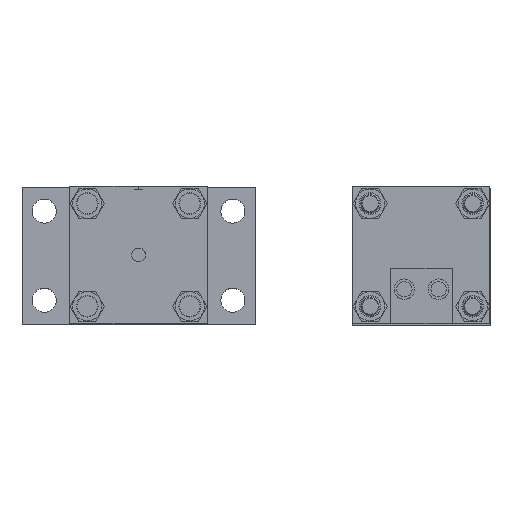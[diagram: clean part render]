
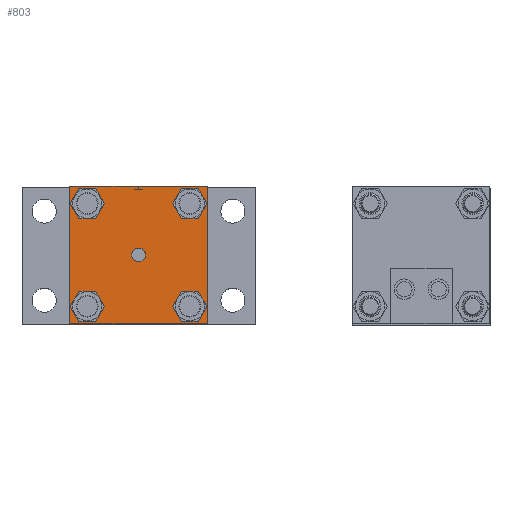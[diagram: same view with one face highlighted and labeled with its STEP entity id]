
A CAD part, top view. The second image highlights one B-rep face of the part: STEP entity #803.
In plain terms, the highlighted planar face has unit normal (0, 0, 1).
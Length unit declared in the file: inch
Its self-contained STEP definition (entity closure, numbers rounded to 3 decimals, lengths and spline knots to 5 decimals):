
#62 = DIRECTION ( 'NONE',  ( 1., 0., 0. ) ) ;
#78 = AXIS2_PLACEMENT_3D ( 'NONE', #13433, #7389, #1331 ) ;
#263 = DIRECTION ( 'NONE',  ( 1., 0., 0. ) ) ;
#375 = AXIS2_PLACEMENT_3D ( 'NONE', #12352, #6307, #263 ) ;
#397 = CARTESIAN_POINT ( 'NONE',  ( 4.77646, 9.26306, 0.5 ) ) ;
#556 = CARTESIAN_POINT ( 'NONE',  ( 6.83446, 7.39306, 0.5 ) ) ;
#658 = EDGE_CURVE ( 'NONE', #3133, #4215, #2846, .T. ) ;
#803 = ADVANCED_FACE ( 'NONE', ( #1154, #2928, #4717, #6516, #8322, #10115 ), #3362, .T. ) ;
#1043 = VERTEX_POINT ( 'NONE', #5675 ) ;
#1061 = AXIS2_PLACEMENT_3D ( 'NONE', #11249, #5179, #13027 ) ;
#1071 = VERTEX_POINT ( 'NONE', #8383 ) ;
#1154 = FACE_BOUND ( 'NONE', #3495, .T. ) ;
#1281 = DIRECTION ( 'NONE',  ( 1., 0., 0. ) ) ;
#1331 = DIRECTION ( 'NONE',  ( 1., 0., 0. ) ) ;
#1413 = AXIS2_PLACEMENT_3D ( 'NONE', #556, #8396, #2337 ) ;
#1541 = ORIENTED_EDGE ( 'NONE', *, *, #10556, .T. ) ;
#1670 = CARTESIAN_POINT ( 'NONE',  ( 4.96446, 9.26306, 0.5 ) ) ;
#1706 = DIRECTION ( 'NONE',  ( 1., 0., 0. ) ) ;
#1847 = CIRCLE ( 'NONE', #1413, 0.188 ) ;
#1863 = CARTESIAN_POINT ( 'NONE',  ( 7.02246, 9.26306, 0.5 ) ) ;
#2021 = CIRCLE ( 'NONE', #13435, 0.188 ) ;
#2026 = ORIENTED_EDGE ( 'NONE', *, *, #658, .F. ) ;
#2065 = CARTESIAN_POINT ( 'NONE',  ( 6.64646, 7.39306, 0.5 ) ) ;
#2069 = LINE ( 'NONE', #9916, #7349 ) ;
#2097 = DIRECTION ( 'NONE',  ( 0., 0., 1. ) ) ;
#2134 = LINE ( 'NONE', #9985, #7862 ) ;
#2208 = ORIENTED_EDGE ( 'NONE', *, *, #4455, .F. ) ;
#2337 = DIRECTION ( 'NONE',  ( 1., 0., 0. ) ) ;
#2440 = VERTEX_POINT ( 'NONE', #397 ) ;
#2461 = CIRCLE ( 'NONE', #9104, 0.188 ) ;
#2464 = CIRCLE ( 'NONE', #8551, 0.188 ) ;
#2491 = ORIENTED_EDGE ( 'NONE', *, *, #4547, .F. ) ;
#2547 = CIRCLE ( 'NONE', #78, 0.188 ) ;
#2846 = CIRCLE ( 'NONE', #375, 0.188 ) ;
#2858 = CARTESIAN_POINT ( 'NONE',  ( 6.64646, 9.26306, 0.5 ) ) ;
#2928 = FACE_BOUND ( 'NONE', #12084, .T. ) ;
#3055 = LINE ( 'NONE', #10925, #13325 ) ;
#3058 = ORIENTED_EDGE ( 'NONE', *, *, #6196, .F. ) ;
#3133 = VERTEX_POINT ( 'NONE', #8577 ) ;
#3151 = CARTESIAN_POINT ( 'NONE',  ( 6.83446, 9.26306, 0.5 ) ) ;
#3236 = VERTEX_POINT ( 'NONE', #11941 ) ;
#3325 = CARTESIAN_POINT ( 'NONE',  ( 4.64946, 9.57806, 0.5 ) ) ;
#3362 = PLANE ( 'NONE',  #1061 ) ;
#3435 = DIRECTION ( 'NONE',  ( 1., 0., 0. ) ) ;
#3495 = EDGE_LOOP ( 'NONE', ( #9656, #6238 ) ) ;
#3730 = VERTEX_POINT ( 'NONE', #7369 ) ;
#3840 = DIRECTION ( 'NONE',  ( 0., -1., 0. ) ) ;
#3904 = DIRECTION ( 'NONE',  ( 1., 0., 0. ) ) ;
#4215 = VERTEX_POINT ( 'NONE', #6968 ) ;
#4455 = EDGE_CURVE ( 'NONE', #2440, #5959, #2464, .T. ) ;
#4504 = AXIS2_PLACEMENT_3D ( 'NONE', #13386, #7335, #1281 ) ;
#4547 = EDGE_CURVE ( 'NONE', #13413, #10348, #9142, .T. ) ;
#4717 = FACE_BOUND ( 'NONE', #10890, .T. ) ;
#4853 = DIRECTION ( 'NONE',  ( 0., -1., 0. ) ) ;
#4965 = DIRECTION ( 'NONE',  ( 1., 0., 0. ) ) ;
#5126 = ORIENTED_EDGE ( 'NONE', *, *, #5222, .F. ) ;
#5137 = EDGE_CURVE ( 'NONE', #12790, #5492, #2461, .T. ) ;
#5179 = DIRECTION ( 'NONE',  ( 0., 0., 1. ) ) ;
#5222 = EDGE_CURVE ( 'NONE', #8739, #1043, #12144, .T. ) ;
#5225 = DIRECTION ( 'NONE',  ( 0., 0., 1. ) ) ;
#5276 = CARTESIAN_POINT ( 'NONE',  ( 5.77291, 8.32806, 0.5 ) ) ;
#5333 = ORIENTED_EDGE ( 'NONE', *, *, #5137, .F. ) ;
#5492 = VERTEX_POINT ( 'NONE', #1863 ) ;
#5662 = DIRECTION ( 'NONE',  ( 0., 0., 1. ) ) ;
#5675 = CARTESIAN_POINT ( 'NONE',  ( 7.14946, 9.57806, 0.5 ) ) ;
#5779 = EDGE_CURVE ( 'NONE', #5959, #2440, #10686, .T. ) ;
#5797 = EDGE_LOOP ( 'NONE', ( #3058, #2491 ) ) ;
#5807 = VECTOR ( 'NONE', #62, 39.37008 ) ;
#5959 = VERTEX_POINT ( 'NONE', #9304 ) ;
#6106 = CARTESIAN_POINT ( 'NONE',  ( 5.89946, 9.57806, 0.5 ) ) ;
#6196 = EDGE_CURVE ( 'NONE', #10348, #13413, #7004, .T. ) ;
#6238 = ORIENTED_EDGE ( 'NONE', *, *, #9951, .F. ) ;
#6292 = CARTESIAN_POINT ( 'NONE',  ( 6.02601, 8.32806, 0.5 ) ) ;
#6307 = DIRECTION ( 'NONE',  ( 0., 0., 1. ) ) ;
#6500 = EDGE_LOOP ( 'NONE', ( #8918, #2026 ) ) ;
#6516 = FACE_BOUND ( 'NONE', #6500, .T. ) ;
#6649 = AXIS2_PLACEMENT_3D ( 'NONE', #11288, #5225, #13071 ) ;
#6968 = CARTESIAN_POINT ( 'NONE',  ( 5.15246, 7.39306, 0.5 ) ) ;
#7004 = CIRCLE ( 'NONE', #4504, 0.12655 ) ;
#7335 = DIRECTION ( 'NONE',  ( 0., 0., 1. ) ) ;
#7349 = VECTOR ( 'NONE', #3840, 39.37008 ) ;
#7369 = CARTESIAN_POINT ( 'NONE',  ( 7.14946, 7.07806, 0.5 ) ) ;
#7389 = DIRECTION ( 'NONE',  ( 0., 0., 1. ) ) ;
#7417 = ORIENTED_EDGE ( 'NONE', *, *, #8426, .T. ) ;
#7775 = DIRECTION ( 'NONE',  ( 0., 0., 1. ) ) ;
#7862 = VECTOR ( 'NONE', #3904, 39.37008 ) ;
#8035 = EDGE_CURVE ( 'NONE', #3236, #10698, #1847, .T. ) ;
#8158 = CARTESIAN_POINT ( 'NONE',  ( 6.83446, 7.39306, 0.5 ) ) ;
#8322 = FACE_OUTER_BOUND ( 'NONE', #9596, .T. ) ;
#8383 = CARTESIAN_POINT ( 'NONE',  ( 4.64946, 7.07806, 0.5 ) ) ;
#8396 = DIRECTION ( 'NONE',  ( 0., 0., 1. ) ) ;
#8426 = EDGE_CURVE ( 'NONE', #8739, #1071, #3055, .T. ) ;
#8551 = AXIS2_PLACEMENT_3D ( 'NONE', #11702, #5662, #13526 ) ;
#8577 = CARTESIAN_POINT ( 'NONE',  ( 4.77646, 7.39306, 0.5 ) ) ;
#8739 = VERTEX_POINT ( 'NONE', #3325 ) ;
#8918 = ORIENTED_EDGE ( 'NONE', *, *, #12825, .F. ) ;
#8921 = AXIS2_PLACEMENT_3D ( 'NONE', #13823, #7775, #1706 ) ;
#9104 = AXIS2_PLACEMENT_3D ( 'NONE', #3151, #11039, #4965 ) ;
#9142 = CIRCLE ( 'NONE', #6649, 0.12655 ) ;
#9304 = CARTESIAN_POINT ( 'NONE',  ( 5.15246, 9.26306, 0.5 ) ) ;
#9499 = DIRECTION ( 'NONE',  ( 0., 0., 1. ) ) ;
#9587 = ORIENTED_EDGE ( 'NONE', *, *, #12575, .F. ) ;
#9596 = EDGE_LOOP ( 'NONE', ( #5126, #7417, #1541, #13143 ) ) ;
#9656 = ORIENTED_EDGE ( 'NONE', *, *, #8035, .F. ) ;
#9708 = EDGE_CURVE ( 'NONE', #1043, #3730, #2069, .T. ) ;
#9916 = CARTESIAN_POINT ( 'NONE',  ( 7.14946, 5.57249, 0.5 ) ) ;
#9940 = DIRECTION ( 'NONE',  ( 1., 0., 0. ) ) ;
#9951 = EDGE_CURVE ( 'NONE', #10698, #3236, #2021, .T. ) ;
#9985 = CARTESIAN_POINT ( 'NONE',  ( 5.89946, 7.07806, 0.5 ) ) ;
#10115 = FACE_BOUND ( 'NONE', #5797, .T. ) ;
#10348 = VERTEX_POINT ( 'NONE', #5276 ) ;
#10556 = EDGE_CURVE ( 'NONE', #1071, #3730, #2134, .T. ) ;
#10686 = CIRCLE ( 'NONE', #13168, 0.188 ) ;
#10698 = VERTEX_POINT ( 'NONE', #2065 ) ;
#10890 = EDGE_LOOP ( 'NONE', ( #12509, #2208 ) ) ;
#10925 = CARTESIAN_POINT ( 'NONE',  ( 4.64946, 5.57249, 0.5 ) ) ;
#11039 = DIRECTION ( 'NONE',  ( 0., 0., 1. ) ) ;
#11249 = CARTESIAN_POINT ( 'NONE',  ( 5.89946, 5.57249, 0.5 ) ) ;
#11288 = CARTESIAN_POINT ( 'NONE',  ( 5.89946, 8.32806, 0.5 ) ) ;
#11406 = CIRCLE ( 'NONE', #8921, 0.188 ) ;
#11702 = CARTESIAN_POINT ( 'NONE',  ( 4.96446, 9.26306, 0.5 ) ) ;
#11941 = CARTESIAN_POINT ( 'NONE',  ( 7.02246, 7.39306, 0.5 ) ) ;
#12084 = EDGE_LOOP ( 'NONE', ( #9587, #5333 ) ) ;
#12144 = LINE ( 'NONE', #6106, #5807 ) ;
#12352 = CARTESIAN_POINT ( 'NONE',  ( 4.96446, 7.39306, 0.5 ) ) ;
#12509 = ORIENTED_EDGE ( 'NONE', *, *, #5779, .F. ) ;
#12575 = EDGE_CURVE ( 'NONE', #5492, #12790, #11406, .T. ) ;
#12790 = VERTEX_POINT ( 'NONE', #2858 ) ;
#12825 = EDGE_CURVE ( 'NONE', #4215, #3133, #2547, .T. ) ;
#13027 = DIRECTION ( 'NONE',  ( 1., 0., 0. ) ) ;
#13071 = DIRECTION ( 'NONE',  ( 1., 0., 0. ) ) ;
#13143 = ORIENTED_EDGE ( 'NONE', *, *, #9708, .F. ) ;
#13168 = AXIS2_PLACEMENT_3D ( 'NONE', #1670, #9499, #3435 ) ;
#13325 = VECTOR ( 'NONE', #4853, 39.37008 ) ;
#13386 = CARTESIAN_POINT ( 'NONE',  ( 5.89946, 8.32806, 0.5 ) ) ;
#13413 = VERTEX_POINT ( 'NONE', #6292 ) ;
#13433 = CARTESIAN_POINT ( 'NONE',  ( 4.96446, 7.39306, 0.5 ) ) ;
#13435 = AXIS2_PLACEMENT_3D ( 'NONE', #8158, #2097, #9940 ) ;
#13526 = DIRECTION ( 'NONE',  ( 1., 0., 0. ) ) ;
#13823 = CARTESIAN_POINT ( 'NONE',  ( 6.83446, 9.26306, 0.5 ) ) ;
